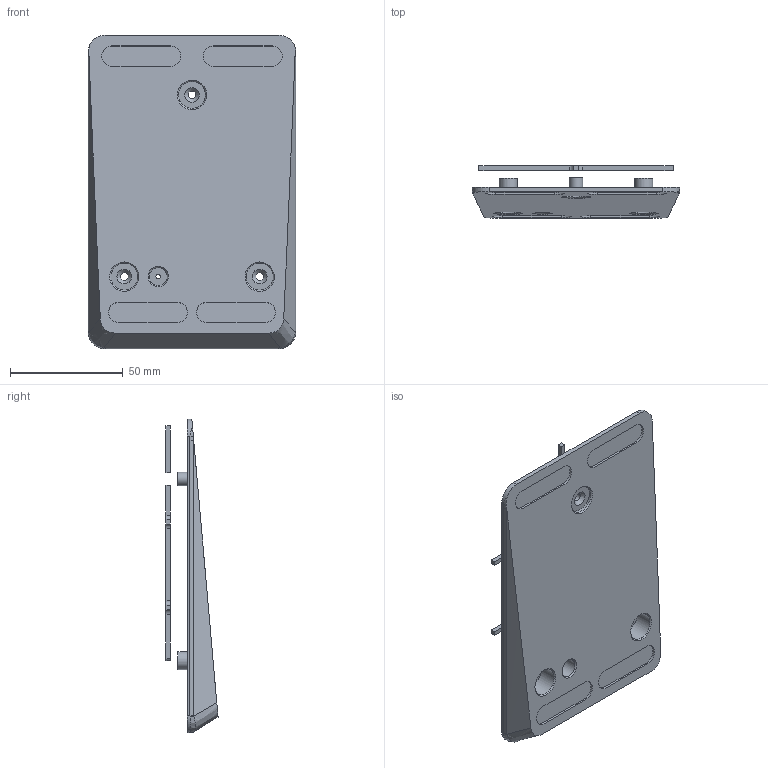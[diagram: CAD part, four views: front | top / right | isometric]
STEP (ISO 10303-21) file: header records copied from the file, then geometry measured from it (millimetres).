
FILE_DESCRIPTION(/* description */ (''),/* implementation_level */ '2;1');
FILE_NAME(/* name */ 'BOTTOM_4_feet.step',/* time_stamp */ '2022-01-27T09:57:58+11:00',/* author */ (''),/* organization */ (''),/* preprocessor_version */ 'ST-DEVELOPER v18.1',/* originating_system */ 'Autodesk Translation Framework v10.13.0.1454',/* authorisation */ '');
FILE_SCHEMA (('AUTOMOTIVE_DESIGN { 1 0 10303 214 3 1 1 }'));
Length unit declared in the file: millimetre
Products named in the file (1): BOTTOM
Bounding box: 92 x 23.07 x 139 mm (x, y, z)
Volume: 93965.4 mm3; surface area: 31718.7 mm2
Topology: 3 solids, 3 shells, 110 faces, 264 edges, 171 vertices
Faces by surface type: plane 50, cylinder 43, bspline 14, cone 3
Full cylindrical faces by diameter (mm): 2 x1, 3.5 x3, 6 x1, 8 x3, 12 x3
Entity records: 3763 total; most frequent: CARTESIAN_POINT 1174, ORIENTED_EDGE 528, DIRECTION 507, EDGE_CURVE 264, AXIS2_PLACEMENT_3D 180, VERTEX_POINT 171, LINE 147, VECTOR 147
